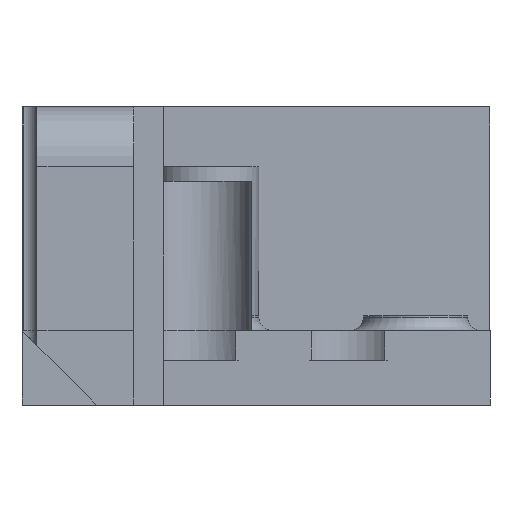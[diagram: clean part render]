
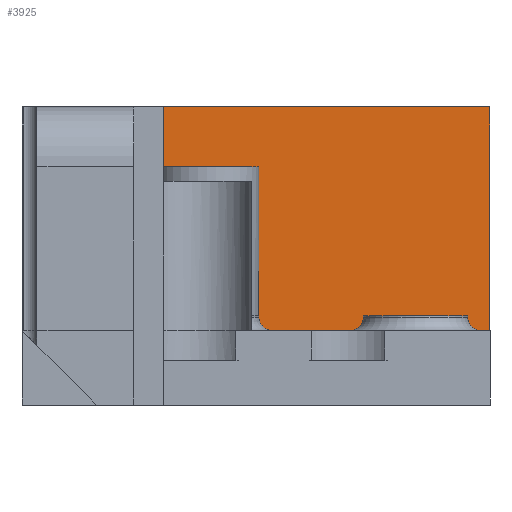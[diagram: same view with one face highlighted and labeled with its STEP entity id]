
A CAD part, left-side view. The second image highlights one B-rep face of the part: STEP entity #3925.
In plain terms, the highlighted planar face has unit normal (-1, 0, 0).
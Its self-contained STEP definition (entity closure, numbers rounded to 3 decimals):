
#1261 = PLANE('',#1262);
#1262 = AXIS2_PLACEMENT_3D('',#1263,#1264,#1265);
#1263 = CARTESIAN_POINT('',(90.332,-29.428,
    175.));
#1264 = DIRECTION('',(0.,0.,1.));
#1265 = DIRECTION('',(1.,0.,0.));
#2323 = VERTEX_POINT('',#2324);
#2324 = CARTESIAN_POINT('',(101.,-26.,
    175.));
#2343 = CYLINDRICAL_SURFACE('',#2344,2.);
#2344 = AXIS2_PLACEMENT_3D('',#2345,#2346,#2347);
#2345 = CARTESIAN_POINT('',(99.,-26.,
    165.));
#2346 = DIRECTION('',(0.,0.,1.));
#2347 = DIRECTION('',(0.,1.,0.));
#2355 = EDGE_CURVE('',#2323,#2356,#2358,.T.);
#2356 = VERTEX_POINT('',#2357);
#2357 = CARTESIAN_POINT('',(101.,-31.4,
    175.));
#2358 = SURFACE_CURVE('',#2359,(#2363,#2370),.PCURVE_S1.);
#2359 = LINE('',#2360,#2361);
#2360 = CARTESIAN_POINT('',(101.,-26.,
    175.));
#2361 = VECTOR('',#2362,1.);
#2362 = DIRECTION('',(0.,-1.,0.));
#2363 = PCURVE('',#1261,#2364);
#2364 = DEFINITIONAL_REPRESENTATION('',(#2365),#2369);
#2365 = LINE('',#2366,#2367);
#2366 = CARTESIAN_POINT('',(10.668,3.428));
#2367 = VECTOR('',#2368,1.);
#2368 = DIRECTION('',(0.,-1.));
#2369 = ( GEOMETRIC_REPRESENTATION_CONTEXT(2) 
PARAMETRIC_REPRESENTATION_CONTEXT() REPRESENTATION_CONTEXT('2D SPACE',''
  ) );
#2370 = PCURVE('',#2371,#2376);
#2371 = PLANE('',#2372);
#2372 = AXIS2_PLACEMENT_3D('',#2373,#2374,#2375);
#2373 = CARTESIAN_POINT('',(101.,-24.,
    165.));
#2374 = DIRECTION('',(-1.,0.,0.));
#2375 = DIRECTION('',(0.,1.,0.));
#2376 = DEFINITIONAL_REPRESENTATION('',(#2377),#2381);
#2377 = LINE('',#2378,#2379);
#2378 = CARTESIAN_POINT('',(-2.,-10.));
#2379 = VECTOR('',#2380,1.);
#2380 = DIRECTION('',(-1.,0.));
#2381 = ( GEOMETRIC_REPRESENTATION_CONTEXT(2) 
PARAMETRIC_REPRESENTATION_CONTEXT() REPRESENTATION_CONTEXT('2D SPACE',''
  ) );
#2399 = PLANE('',#2400);
#2400 = AXIS2_PLACEMENT_3D('',#2401,#2402,#2403);
#2401 = CARTESIAN_POINT('',(101.,-31.4,
    165.));
#2402 = DIRECTION('',(0.,1.,0.));
#2403 = DIRECTION('',(1.,0.,0.));
#3335 = PLANE('',#3336);
#3336 = AXIS2_PLACEMENT_3D('',#3337,#3338,#3339);
#3337 = CARTESIAN_POINT('',(82.338,-27.583,
    180.));
#3338 = DIRECTION('',(0.,0.,1.));
#3339 = DIRECTION('',(0.,-1.,0.));
#3529 = PLANE('',#3530);
#3530 = AXIS2_PLACEMENT_3D('',#3531,#3532,#3533);
#3531 = CARTESIAN_POINT('',(91.404,-35.486,
    165.));
#3532 = DIRECTION('',(0.,0.,1.));
#3533 = DIRECTION('',(1.,0.,0.));
#3877 = EDGE_CURVE('',#2323,#3878,#3880,.T.);
#3878 = VERTEX_POINT('',#3879);
#3879 = CARTESIAN_POINT('',(101.,-26.,
    180.));
#3880 = SURFACE_CURVE('',#3881,(#3885,#3892),.PCURVE_S1.);
#3881 = LINE('',#3882,#3883);
#3882 = CARTESIAN_POINT('',(101.,-26.,
    165.));
#3883 = VECTOR('',#3884,1.);
#3884 = DIRECTION('',(0.,0.,1.));
#3885 = PCURVE('',#2343,#3886);
#3886 = DEFINITIONAL_REPRESENTATION('',(#3887),#3891);
#3887 = LINE('',#3888,#3889);
#3888 = CARTESIAN_POINT('',(-1.571,0.));
#3889 = VECTOR('',#3890,1.);
#3890 = DIRECTION('',(-0.,1.));
#3891 = ( GEOMETRIC_REPRESENTATION_CONTEXT(2) 
PARAMETRIC_REPRESENTATION_CONTEXT() REPRESENTATION_CONTEXT('2D SPACE',''
  ) );
#3892 = PCURVE('',#2371,#3893);
#3893 = DEFINITIONAL_REPRESENTATION('',(#3894),#3898);
#3894 = LINE('',#3895,#3896);
#3895 = CARTESIAN_POINT('',(-2.,0.));
#3896 = VECTOR('',#3897,1.);
#3897 = DIRECTION('',(0.,-1.));
#3898 = ( GEOMETRIC_REPRESENTATION_CONTEXT(2) 
PARAMETRIC_REPRESENTATION_CONTEXT() REPRESENTATION_CONTEXT('2D SPACE',''
  ) );
#3925 = ADVANCED_FACE('',(#3926),#2371,.T.);
#3926 = FACE_BOUND('',#3927,.F.);
#3927 = EDGE_LOOP('',(#3928,#3929,#3952,#3980,#4003,#4024));
#3928 = ORIENTED_EDGE('',*,*,#3877,.T.);
#3929 = ORIENTED_EDGE('',*,*,#3930,.T.);
#3930 = EDGE_CURVE('',#3878,#3931,#3933,.T.);
#3931 = VERTEX_POINT('',#3932);
#3932 = CARTESIAN_POINT('',(101.,-50.9,
    180.));
#3933 = SURFACE_CURVE('',#3934,(#3938,#3945),.PCURVE_S1.);
#3934 = LINE('',#3935,#3936);
#3935 = CARTESIAN_POINT('',(101.,-24.,
    180.));
#3936 = VECTOR('',#3937,1.);
#3937 = DIRECTION('',(0.,-1.,0.));
#3938 = PCURVE('',#2371,#3939);
#3939 = DEFINITIONAL_REPRESENTATION('',(#3940),#3944);
#3940 = LINE('',#3941,#3942);
#3941 = CARTESIAN_POINT('',(0.,-15.));
#3942 = VECTOR('',#3943,1.);
#3943 = DIRECTION('',(-1.,0.));
#3944 = ( GEOMETRIC_REPRESENTATION_CONTEXT(2) 
PARAMETRIC_REPRESENTATION_CONTEXT() REPRESENTATION_CONTEXT('2D SPACE',''
  ) );
#3945 = PCURVE('',#3335,#3946);
#3946 = DEFINITIONAL_REPRESENTATION('',(#3947),#3951);
#3947 = LINE('',#3948,#3949);
#3948 = CARTESIAN_POINT('',(-3.583,18.662));
#3949 = VECTOR('',#3950,1.);
#3950 = DIRECTION('',(1.,0.));
#3951 = ( GEOMETRIC_REPRESENTATION_CONTEXT(2) 
PARAMETRIC_REPRESENTATION_CONTEXT() REPRESENTATION_CONTEXT('2D SPACE',''
  ) );
#3952 = ORIENTED_EDGE('',*,*,#3953,.F.);
#3953 = EDGE_CURVE('',#3954,#3931,#3956,.T.);
#3954 = VERTEX_POINT('',#3955);
#3955 = CARTESIAN_POINT('',(101.,-50.9,
    165.));
#3956 = SURFACE_CURVE('',#3957,(#3961,#3968),.PCURVE_S1.);
#3957 = LINE('',#3958,#3959);
#3958 = CARTESIAN_POINT('',(101.,-50.9,
    165.));
#3959 = VECTOR('',#3960,1.);
#3960 = DIRECTION('',(0.,0.,1.));
#3961 = PCURVE('',#2371,#3962);
#3962 = DEFINITIONAL_REPRESENTATION('',(#3963),#3967);
#3963 = LINE('',#3964,#3965);
#3964 = CARTESIAN_POINT('',(-26.9,0.));
#3965 = VECTOR('',#3966,1.);
#3966 = DIRECTION('',(0.,-1.));
#3967 = ( GEOMETRIC_REPRESENTATION_CONTEXT(2) 
PARAMETRIC_REPRESENTATION_CONTEXT() REPRESENTATION_CONTEXT('2D SPACE',''
  ) );
#3968 = PCURVE('',#3969,#3974);
#3969 = PLANE('',#3970);
#3970 = AXIS2_PLACEMENT_3D('',#3971,#3972,#3973);
#3971 = CARTESIAN_POINT('',(101.,-50.9,
    165.));
#3972 = DIRECTION('',(0.,-1.,0.));
#3973 = DIRECTION('',(-1.,0.,0.));
#3974 = DEFINITIONAL_REPRESENTATION('',(#3975),#3979);
#3975 = LINE('',#3976,#3977);
#3976 = CARTESIAN_POINT('',(-0.,0.));
#3977 = VECTOR('',#3978,1.);
#3978 = DIRECTION('',(-0.,-1.));
#3979 = ( GEOMETRIC_REPRESENTATION_CONTEXT(2) 
PARAMETRIC_REPRESENTATION_CONTEXT() REPRESENTATION_CONTEXT('2D SPACE',''
  ) );
#3980 = ORIENTED_EDGE('',*,*,#3981,.F.);
#3981 = EDGE_CURVE('',#3982,#3954,#3984,.T.);
#3982 = VERTEX_POINT('',#3983);
#3983 = CARTESIAN_POINT('',(101.,-31.4,
    165.));
#3984 = SURFACE_CURVE('',#3985,(#3989,#3996),.PCURVE_S1.);
#3985 = LINE('',#3986,#3987);
#3986 = CARTESIAN_POINT('',(101.,-24.,
    165.));
#3987 = VECTOR('',#3988,1.);
#3988 = DIRECTION('',(0.,-1.,0.));
#3989 = PCURVE('',#2371,#3990);
#3990 = DEFINITIONAL_REPRESENTATION('',(#3991),#3995);
#3991 = LINE('',#3992,#3993);
#3992 = CARTESIAN_POINT('',(-0.,0.));
#3993 = VECTOR('',#3994,1.);
#3994 = DIRECTION('',(-1.,0.));
#3995 = ( GEOMETRIC_REPRESENTATION_CONTEXT(2) 
PARAMETRIC_REPRESENTATION_CONTEXT() REPRESENTATION_CONTEXT('2D SPACE',''
  ) );
#3996 = PCURVE('',#3529,#3997);
#3997 = DEFINITIONAL_REPRESENTATION('',(#3998),#4002);
#3998 = LINE('',#3999,#4000);
#3999 = CARTESIAN_POINT('',(9.596,11.486));
#4000 = VECTOR('',#4001,1.);
#4001 = DIRECTION('',(0.,-1.));
#4002 = ( GEOMETRIC_REPRESENTATION_CONTEXT(2) 
PARAMETRIC_REPRESENTATION_CONTEXT() REPRESENTATION_CONTEXT('2D SPACE',''
  ) );
#4003 = ORIENTED_EDGE('',*,*,#4004,.T.);
#4004 = EDGE_CURVE('',#3982,#2356,#4005,.T.);
#4005 = SURFACE_CURVE('',#4006,(#4010,#4017),.PCURVE_S1.);
#4006 = LINE('',#4007,#4008);
#4007 = CARTESIAN_POINT('',(101.,-31.4,
    165.));
#4008 = VECTOR('',#4009,1.);
#4009 = DIRECTION('',(0.,0.,1.));
#4010 = PCURVE('',#2371,#4011);
#4011 = DEFINITIONAL_REPRESENTATION('',(#4012),#4016);
#4012 = LINE('',#4013,#4014);
#4013 = CARTESIAN_POINT('',(-7.4,0.));
#4014 = VECTOR('',#4015,1.);
#4015 = DIRECTION('',(0.,-1.));
#4016 = ( GEOMETRIC_REPRESENTATION_CONTEXT(2) 
PARAMETRIC_REPRESENTATION_CONTEXT() REPRESENTATION_CONTEXT('2D SPACE',''
  ) );
#4017 = PCURVE('',#2399,#4018);
#4018 = DEFINITIONAL_REPRESENTATION('',(#4019),#4023);
#4019 = LINE('',#4020,#4021);
#4020 = CARTESIAN_POINT('',(0.,-0.));
#4021 = VECTOR('',#4022,1.);
#4022 = DIRECTION('',(-0.,-1.));
#4023 = ( GEOMETRIC_REPRESENTATION_CONTEXT(2) 
PARAMETRIC_REPRESENTATION_CONTEXT() REPRESENTATION_CONTEXT('2D SPACE',''
  ) );
#4024 = ORIENTED_EDGE('',*,*,#2355,.F.);
